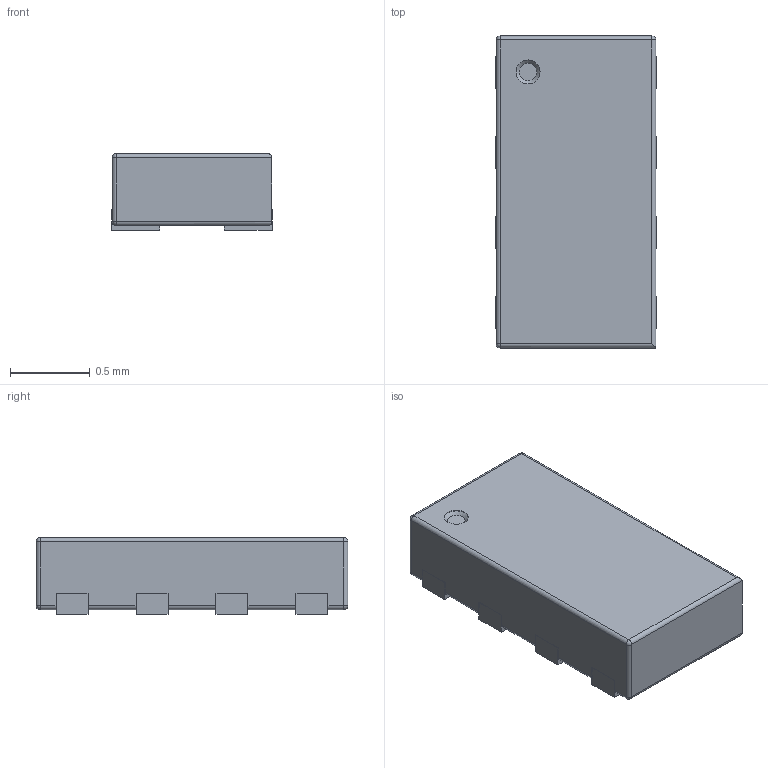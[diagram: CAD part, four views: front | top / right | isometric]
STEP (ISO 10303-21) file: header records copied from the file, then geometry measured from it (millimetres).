
FILE_DESCRIPTION(('FreeCAD Model'),'2;1');
FILE_NAME('UDFN8_1.95x1.0.step', '2020-03-17T00:00:24',('kicad StepUp'),('ksu MCAD'), 'Open CASCADE STEP processor 7.3','FreeCAD','Unknown');
FILE_SCHEMA(('AUTOMOTIVE_DESIGN { 1 0 10303 214 1 1 1 1 }'));
Length unit declared in the file: millimetre
Products named in the file (1): UDFN8_1.95x1.0
Bounding box: 1 x 1.95 x 0.48 mm (x, y, z)
Volume: 0.9 mm3; surface area: 6.7 mm2
Topology: 1 solids, 1 shells, 83 faces, 225 edges, 139 vertices
Faces by surface type: plane 56, cylinder 20, sphere 6, cone 1
Full cylindrical faces by diameter (mm): 0.15 x1
Entity records: 3118 total; most frequent: CARTESIAN_POINT 442, ORIENTED_EDGE 438, DIRECTION 426, EDGE_CURVE 219, LINE 180, VECTOR 180, VERTEX_POINT 139, AXIS2_PLACEMENT_3D 123
